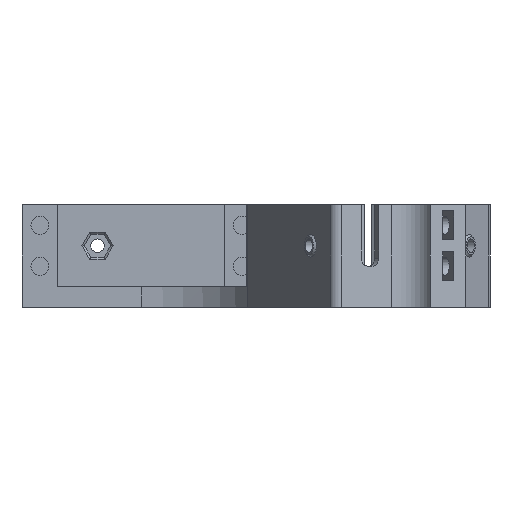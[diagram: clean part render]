
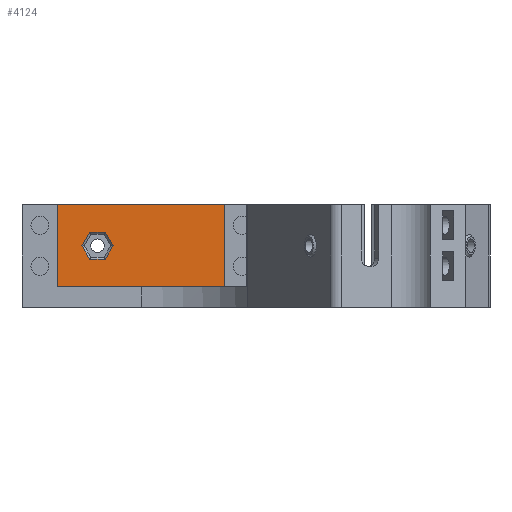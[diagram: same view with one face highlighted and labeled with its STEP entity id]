
A CAD part, left-side view. The second image highlights one B-rep face of the part: STEP entity #4124.
In plain terms, the highlighted planar face has unit normal (-1, 0, 0).
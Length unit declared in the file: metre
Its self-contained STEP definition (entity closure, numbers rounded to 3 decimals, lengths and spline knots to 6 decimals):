
#57=LINE('',#6027,#534);
#101=LINE('',#6148,#578);
#122=LINE('',#6195,#599);
#126=LINE('',#6205,#603);
#127=LINE('',#6208,#604);
#128=LINE('',#6210,#605);
#129=LINE('',#6212,#606);
#130=LINE('',#6214,#607);
#131=LINE('',#6216,#608);
#132=LINE('',#6217,#609);
#534=VECTOR('',#4837,1.);
#578=VECTOR('',#4925,1.);
#599=VECTOR('',#4958,1.);
#603=VECTOR('',#4968,1.);
#604=VECTOR('',#4969,1.);
#605=VECTOR('',#4970,1.);
#606=VECTOR('',#4971,1.);
#607=VECTOR('',#4972,1.);
#608=VECTOR('',#4973,1.);
#609=VECTOR('',#4974,1.);
#984=PLANE('',#4429);
#1338=ORIENTED_EDGE('',*,*,#2495,.T.);
#1339=ORIENTED_EDGE('',*,*,#2496,.T.);
#1340=ORIENTED_EDGE('',*,*,#2497,.T.);
#1341=ORIENTED_EDGE('',*,*,#2498,.T.);
#1342=ORIENTED_EDGE('',*,*,#2499,.T.);
#1343=ORIENTED_EDGE('',*,*,#2500,.T.);
#1344=ORIENTED_EDGE('',*,*,#2405,.F.);
#1345=ORIENTED_EDGE('',*,*,#2489,.F.);
#1346=ORIENTED_EDGE('',*,*,#2465,.T.);
#1347=ORIENTED_EDGE('',*,*,#2501,.T.);
#2405=EDGE_CURVE('',#2988,#2989,#57,.T.);
#2465=EDGE_CURVE('',#3044,#3043,#101,.T.);
#2489=EDGE_CURVE('',#3044,#2988,#122,.T.);
#2495=EDGE_CURVE('',#3067,#3068,#126,.T.);
#2496=EDGE_CURVE('',#3068,#3069,#127,.T.);
#2497=EDGE_CURVE('',#3069,#3070,#128,.T.);
#2498=EDGE_CURVE('',#3070,#3071,#129,.T.);
#2499=EDGE_CURVE('',#3071,#3072,#130,.T.);
#2500=EDGE_CURVE('',#3072,#3067,#131,.T.);
#2501=EDGE_CURVE('',#3043,#2989,#132,.T.);
#2988=VERTEX_POINT('',#6026);
#2989=VERTEX_POINT('',#6028);
#3043=VERTEX_POINT('',#6147);
#3044=VERTEX_POINT('',#6149);
#3067=VERTEX_POINT('',#6206);
#3068=VERTEX_POINT('',#6207);
#3069=VERTEX_POINT('',#6209);
#3070=VERTEX_POINT('',#6211);
#3071=VERTEX_POINT('',#6213);
#3072=VERTEX_POINT('',#6215);
#3467=EDGE_LOOP('',(#1338,#1339,#1340,#1341,#1342,#1343));
#3468=EDGE_LOOP('',(#1344,#1345,#1346,#1347));
#3781=FACE_BOUND('',#3467,.T.);
#3782=FACE_BOUND('',#3468,.T.);
#4124=ADVANCED_FACE('',(#3781,#3782),#984,.T.);
#4429=AXIS2_PLACEMENT_3D('',#6204,#4966,#4967);
#4837=DIRECTION('',(0.,1.,0.));
#4925=DIRECTION('',(0.,1.,0.));
#4958=DIRECTION('',(0.,0.,-1.));
#4966=DIRECTION('',(-1.,0.,0.));
#4967=DIRECTION('',(0.,-1.,0.));
#4968=DIRECTION('',(0.,-1.,0.));
#4969=DIRECTION('',(0.,-0.5,-0.866));
#4970=DIRECTION('',(0.,0.5,-0.866));
#4971=DIRECTION('',(0.,1.,0.));
#4972=DIRECTION('',(0.,0.5,0.866));
#4973=DIRECTION('',(0.,-0.5,0.866));
#4974=DIRECTION('',(0.,0.,-1.));
#6026=CARTESIAN_POINT('',(0.0178,0.01665,0.005));
#6027=CARTESIAN_POINT('',(0.0178,0.0369,0.005));
#6028=CARTESIAN_POINT('',(0.0178,0.05715,0.005));
#6147=CARTESIAN_POINT('',(0.0178,0.05715,0.025));
#6148=CARTESIAN_POINT('',(0.0178,0.0369,0.025));
#6149=CARTESIAN_POINT('',(0.0178,0.01665,0.025));
#6195=CARTESIAN_POINT('',(0.0178,0.01665,0.025));
#6204=CARTESIAN_POINT('',(0.0178,0.0369,0.025));
#6205=CARTESIAN_POINT('',(0.0178,0.045883,0.0183));
#6206=CARTESIAN_POINT('',(0.0178,0.049405,0.0183));
#6207=CARTESIAN_POINT('',(0.0178,0.045595,0.0183));
#6208=CARTESIAN_POINT('',(0.0178,0.043834,0.01525));
#6209=CARTESIAN_POINT('',(0.0178,0.043689,0.015));
#6210=CARTESIAN_POINT('',(0.0178,0.04545,0.01195));
#6211=CARTESIAN_POINT('',(0.0178,0.045595,0.0117));
#6212=CARTESIAN_POINT('',(0.0178,0.049117,0.0117));
#6213=CARTESIAN_POINT('',(0.0178,0.049405,0.0117));
#6214=CARTESIAN_POINT('',(0.0178,0.051166,0.01475));
#6215=CARTESIAN_POINT('',(0.0178,0.051311,0.015));
#6216=CARTESIAN_POINT('',(0.0178,0.04955,0.01805));
#6217=CARTESIAN_POINT('',(0.0178,0.05715,0.025));
